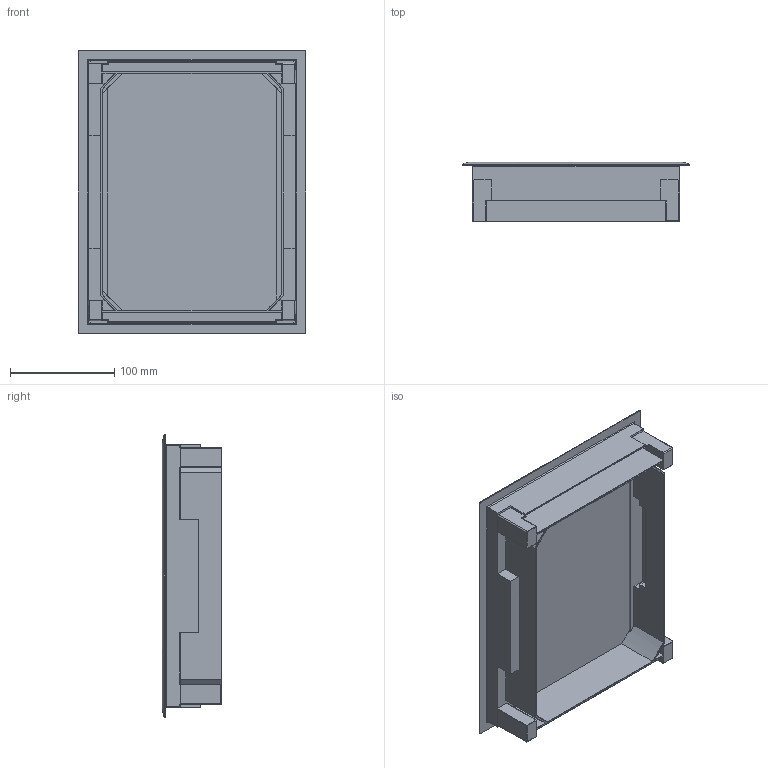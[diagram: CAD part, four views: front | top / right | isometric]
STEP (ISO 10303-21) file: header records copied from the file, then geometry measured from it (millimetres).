
FILE_DESCRIPTION (( 'STEP AP203' ), '1' );
FILE_NAME ('VDE0912.STEP', '2022-08-05T08:25:00', ( '' ), ( '' ), 'SwSTEP 2.0', 'SolidWorks 2019', '' );
FILE_SCHEMA (( 'CONFIG_CONTROL_DESIGN' ));
Length unit declared in the file: millimetre
Products named in the file (3): Rahmen VE09 R12_Rahmen VE09 R5 9005; VDE0912; Verschlussdeckelblech VBE09_Standard
Assembly tree (2 placements, depth 2):
  VDE0912
    Rahmen VE09 R12_Rahmen VE09 R5 9005
    Verschlussdeckelblech VBE09_Standard
Bounding box: 218.5 x 57 x 271.5 mm (x, y, z)
Volume: 372585.1 mm3; surface area: 268615.8 mm2
Topology: 2 solids, 2 shells, 298 faces, 770 edges, 458 vertices
Faces by surface type: plane 133, cylinder 126, torus 21, sphere 11, bspline 7
Entity records: 9365 total; most frequent: CARTESIAN_POINT 2050, ORIENTED_EDGE 1510, DIRECTION 1436, EDGE_CURVE 755, LINE 492, VECTOR 492, AXIS2_PLACEMENT_3D 472, VERTEX_POINT 458
